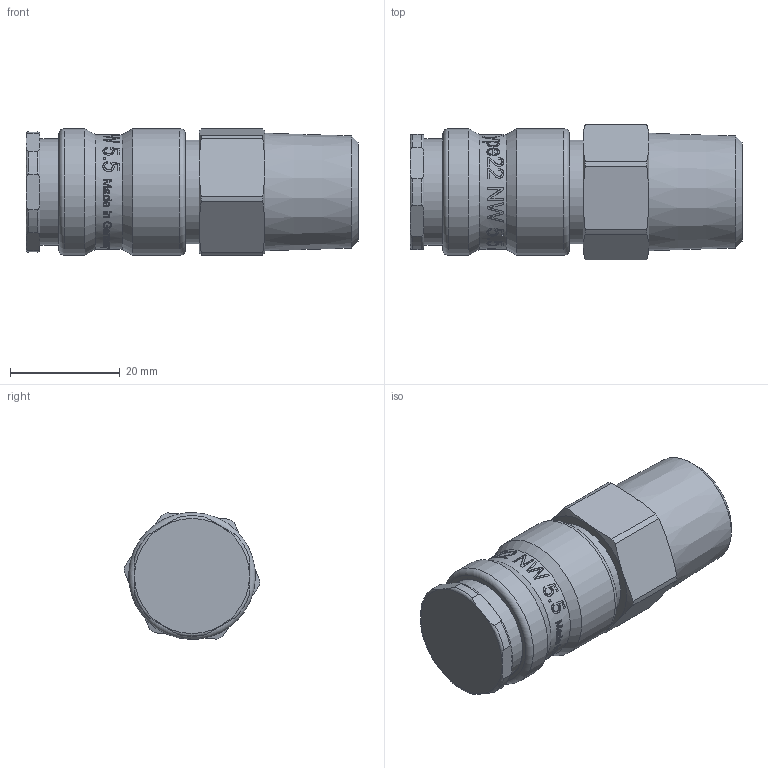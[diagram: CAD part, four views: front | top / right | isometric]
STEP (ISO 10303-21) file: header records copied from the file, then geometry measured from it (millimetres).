
FILE_DESCRIPTION(/* description */ (''),/* implementation_level */ '2;1');
FILE_NAME(/* name */ '22kaak21spn.stp',/* time_stamp */ '2021-06-21T12:50:19+02:00',/* author */ ('IA176480'),/* organization */ (''),/* preprocessor_version */ 'ST-DEVELOPER v17.2',/* originating_system */ 'Autodesk Inventor 2019',/* authorisation */ '');
FILE_SCHEMA (('CONFIG_CONTROL_DESIGN'));
Products named in the file (1): 22KAAK21MPN
Bounding box: 60.6 x 24.76 x 23.11 mm (x, y, z)
Volume: 21456.6 mm3; surface area: 8602.5 mm2
Topology: 2 solids, 3 shells, 546 faces, 1477 edges, 985 vertices
Faces by surface type: bspline 261, plane 174, cylinder 71, cone 25, torus 15
Full cylindrical faces by diameter (mm): 14.961 x2, 15 x1, 15.1 x1, 15.3 x1, 15.459 x1, 16 x1, 16.95 x1, 18.95 x1, 19.35 x1, 19.4 x1, 19.65 x1, 21 x1, 23.15 x2
Entity records: 75218 total; most frequent: CARTESIAN_POINT 62894, ORIENTED_EDGE 2954, DIRECTION 1516, EDGE_CURVE 1477, VERTEX_POINT 985, B_SPLINE_CURVE_WITH_KNOTS 713, EDGE_LOOP 598, FACE_OUTER_BOUND 546
